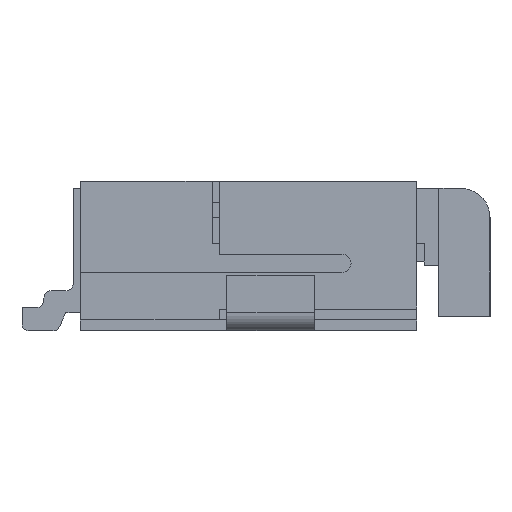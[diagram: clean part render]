
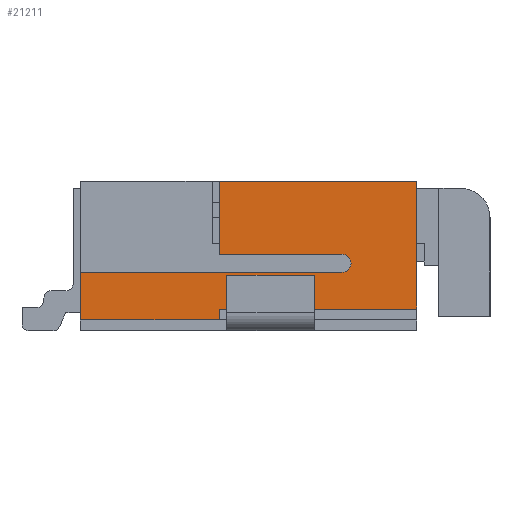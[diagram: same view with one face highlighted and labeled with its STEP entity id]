
A CAD part, left-side view. The second image highlights one B-rep face of the part: STEP entity #21211.
In plain terms, the highlighted planar face has unit normal (-1, 0, 0).
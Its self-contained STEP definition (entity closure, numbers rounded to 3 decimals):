
#159=PLANE('',#22643);
#1133=FACE_OUTER_BOUND('',#2239,.T.);
#2239=EDGE_LOOP('',(#16303,#16304,#16305,#16306,#16307,#16308,#16309,#16310,
#16311,#16312));
#4352=LINE('',#32531,#7150);
#4353=LINE('',#32533,#7151);
#4354=LINE('',#32535,#7152);
#4355=LINE('',#32537,#7153);
#4356=LINE('',#32541,#7154);
#4357=LINE('',#32543,#7155);
#4358=LINE('',#32545,#7156);
#4359=LINE('',#32547,#7157);
#4360=LINE('',#32548,#7158);
#7150=VECTOR('',#25884,1.);
#7151=VECTOR('',#25885,1.);
#7152=VECTOR('',#25886,1.);
#7153=VECTOR('',#25887,1.);
#7154=VECTOR('',#25890,1.);
#7155=VECTOR('',#25891,1.);
#7156=VECTOR('',#25892,1.);
#7157=VECTOR('',#25893,1.);
#7158=VECTOR('',#25894,1.);
#9046=CIRCLE('',#22644,0.125);
#10486=VERTEX_POINT('',#32529);
#10487=VERTEX_POINT('',#32530);
#10488=VERTEX_POINT('',#32532);
#10489=VERTEX_POINT('',#32534);
#10490=VERTEX_POINT('',#32536);
#10491=VERTEX_POINT('',#32538);
#10492=VERTEX_POINT('',#32540);
#10493=VERTEX_POINT('',#32542);
#10494=VERTEX_POINT('',#32544);
#10495=VERTEX_POINT('',#32546);
#12743=EDGE_CURVE('',#10486,#10487,#4352,.T.);
#12744=EDGE_CURVE('',#10486,#10488,#4353,.T.);
#12745=EDGE_CURVE('',#10489,#10488,#4354,.T.);
#12746=EDGE_CURVE('',#10490,#10489,#4355,.T.);
#12747=EDGE_CURVE('',#10490,#10491,#9046,.T.);
#12748=EDGE_CURVE('',#10492,#10491,#4356,.T.);
#12749=EDGE_CURVE('',#10492,#10493,#4357,.T.);
#12750=EDGE_CURVE('',#10493,#10494,#4358,.T.);
#12751=EDGE_CURVE('',#10494,#10495,#4359,.T.);
#12752=EDGE_CURVE('',#10487,#10495,#4360,.T.);
#16303=ORIENTED_EDGE('',*,*,#12743,.F.);
#16304=ORIENTED_EDGE('',*,*,#12744,.T.);
#16305=ORIENTED_EDGE('',*,*,#12745,.F.);
#16306=ORIENTED_EDGE('',*,*,#12746,.F.);
#16307=ORIENTED_EDGE('',*,*,#12747,.T.);
#16308=ORIENTED_EDGE('',*,*,#12748,.F.);
#16309=ORIENTED_EDGE('',*,*,#12749,.T.);
#16310=ORIENTED_EDGE('',*,*,#12750,.T.);
#16311=ORIENTED_EDGE('',*,*,#12751,.T.);
#16312=ORIENTED_EDGE('',*,*,#12752,.F.);
#21211=ADVANCED_FACE('',(#1133),#159,.F.);
#22643=AXIS2_PLACEMENT_3D('',#32528,#25882,#25883);
#22644=AXIS2_PLACEMENT_3D('',#32539,#25888,#25889);
#25882=DIRECTION('center_axis',(1.,0.,0.));
#25883=DIRECTION('ref_axis',(0.,0.,
1.));
#25884=DIRECTION('',(0.,0.,-1.));
#25885=DIRECTION('',(0.,1.,0.));
#25886=DIRECTION('',(0.,0.,1.));
#25887=DIRECTION('',(0.,1.,0.));
#25888=DIRECTION('center_axis',(1.,0.,0.));
#25889=DIRECTION('ref_axis',(0.,0.,
1.));
#25890=DIRECTION('',(0.,-1.,0.));
#25891=DIRECTION('',(0.,0.,-1.));
#25892=DIRECTION('',(0.,-1.,0.));
#25893=DIRECTION('',(0.,0.,1.));
#25894=DIRECTION('',(0.,1.,0.));
#32528=CARTESIAN_POINT('Origin',(-89.05,4.837,23.4));
#32529=CARTESIAN_POINT('',(-89.05,4.837,23.7));
#32530=CARTESIAN_POINT('',(-89.05,4.837,21.95));
#32531=CARTESIAN_POINT('',(-89.05,4.837,23.4));
#32532=CARTESIAN_POINT('',(-89.05,7.537,23.7));
#32533=CARTESIAN_POINT('',(-89.05,4.837,23.7));
#32534=CARTESIAN_POINT('',(-89.05,7.537,22.7));
#32535=CARTESIAN_POINT('',(-89.05,7.537,23.4));
#32536=CARTESIAN_POINT('',(-89.05,5.862,22.7));
#32537=CARTESIAN_POINT('',(-89.05,4.837,22.7));
#32538=CARTESIAN_POINT('',(-89.05,5.862,22.45));
#32539=CARTESIAN_POINT('Origin',(-89.05,5.862,22.575));
#32540=CARTESIAN_POINT('',(-89.05,9.437,22.45));
#32541=CARTESIAN_POINT('',(-89.05,4.837,22.45));
#32542=CARTESIAN_POINT('',(-89.05,9.437,21.8));
#32543=CARTESIAN_POINT('',(-89.05,9.437,23.4));
#32544=CARTESIAN_POINT('',(-89.05,7.537,21.8));
#32545=CARTESIAN_POINT('',(-89.05,4.837,21.8));
#32546=CARTESIAN_POINT('',(-89.05,7.537,21.95));
#32547=CARTESIAN_POINT('',(-89.05,7.537,23.4));
#32548=CARTESIAN_POINT('',(-89.05,4.837,21.95));
